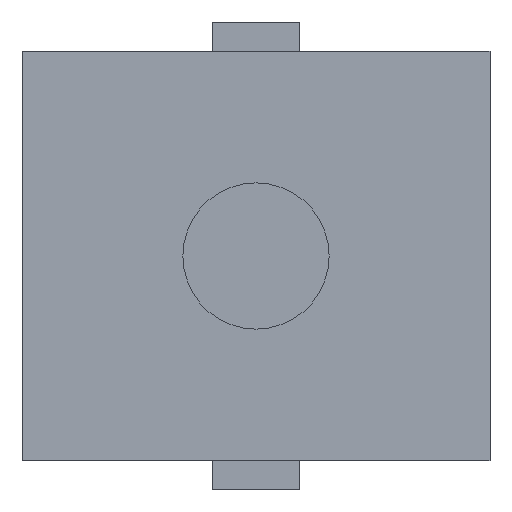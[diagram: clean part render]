
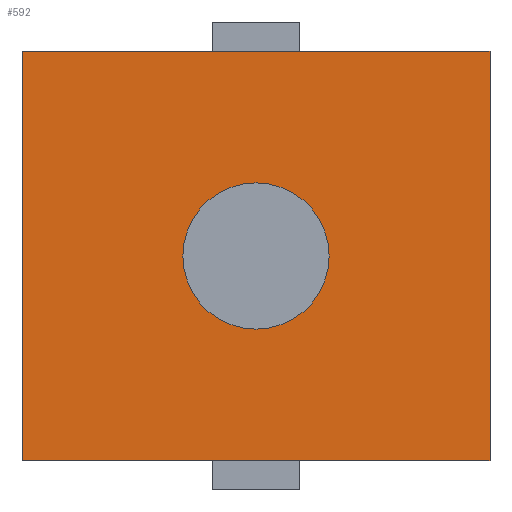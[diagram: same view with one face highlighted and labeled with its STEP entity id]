
A CAD part, front view. The second image highlights one B-rep face of the part: STEP entity #592.
In plain terms, the highlighted planar face has unit normal (0, -1, 0).
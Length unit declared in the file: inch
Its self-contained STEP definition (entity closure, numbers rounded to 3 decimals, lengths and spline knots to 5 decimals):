
#3 = CARTESIAN_POINT ( 'NONE',  ( 0., -0.215, -0.14 ) ) ;
#9 = CARTESIAN_POINT ( 'NONE',  ( 0.16, -0.215, 0. ) ) ;
#10 = CARTESIAN_POINT ( 'NONE',  ( 0.16, -0.215, 0. ) ) ;
#11 = DIRECTION ( 'NONE',  ( 0., -1., 0. ) ) ;
#12 = DIRECTION ( 'NONE',  ( 1., 0., 0. ) ) ;
#13 = DIRECTION ( 'NONE',  ( 1., 0., 0. ) ) ;
#15 = DIRECTION ( 'NONE',  ( 1., 0., 0. ) ) ;
#53 = CARTESIAN_POINT ( 'NONE',  ( -0.03, -0.215, -0.28 ) ) ;
#54 = CARTESIAN_POINT ( 'NONE',  ( 0.03, -0.215, 0. ) ) ;
#56 = CARTESIAN_POINT ( 'NONE',  ( -0.16, -0.215, 0. ) ) ;
#58 = CARTESIAN_POINT ( 'NONE',  ( 0.16, -0.215, -0.28 ) ) ;
#64 = CARTESIAN_POINT ( 'NONE',  ( -0.03, -0.215, 0. ) ) ;
#66 = CARTESIAN_POINT ( 'NONE',  ( 0.16, -0.215, 0. ) ) ;
#106 = DIRECTION ( 'NONE',  ( 1., 0., 0. ) ) ;
#107 = CARTESIAN_POINT ( 'NONE',  ( 0.16, -0.215, -0.28 ) ) ;
#108 = DIRECTION ( 'NONE',  ( 1., 0., 0. ) ) ;
#109 = CARTESIAN_POINT ( 'NONE',  ( 0.16, -0.215, -0.28 ) ) ;
#110 = DIRECTION ( 'NONE',  ( 1., 0., 0. ) ) ;
#111 = CARTESIAN_POINT ( 'NONE',  ( 0.16, -0.215, 0. ) ) ;
#113 = DIRECTION ( 'NONE',  ( 1., 0., 0. ) ) ;
#114 = CARTESIAN_POINT ( 'NONE',  ( -0.05, -0.215, -0.14 ) ) ;
#117 = CARTESIAN_POINT ( 'NONE',  ( -0.16, -0.215, -0.28 ) ) ;
#122 = CARTESIAN_POINT ( 'NONE',  ( 0.16, -0.215, -0.28 ) ) ;
#144 = CARTESIAN_POINT ( 'NONE',  ( 0.03, -0.215, -0.28 ) ) ;
#207 = CARTESIAN_POINT ( 'NONE',  ( 0.16, -0.215, -0.28 ) ) ;
#212 = CARTESIAN_POINT ( 'NONE',  ( 0.05, -0.215, -0.14 ) ) ;
#218 = PLANE ( 'NONE',  #294 ) ;
#222 = DIRECTION ( 'NONE',  ( 0., -1., 0. ) ) ;
#223 = DIRECTION ( 'NONE',  ( 1., 0., 0. ) ) ;
#224 = LINE ( 'NONE', #109, #225 ) ;
#225 = VECTOR ( 'NONE', #110, 39.37008 ) ;
#227 = LINE ( 'NONE', #111, #228 ) ;
#228 = VECTOR ( 'NONE', #113, 39.37008 ) ;
#249 = FACE_BOUND ( 'NONE', #605, .T. ) ;
#252 = FACE_OUTER_BOUND ( 'NONE', #610, .T. ) ;
#258 = EDGE_CURVE ( 'NONE', #529, #341, #612, .T. ) ;
#260 = EDGE_CURVE ( 'NONE', #347, #413, #611, .T. ) ;
#261 = EDGE_CURVE ( 'NONE', #409, #347, #613, .T. ) ;
#265 = EDGE_CURVE ( 'NONE', #340, #349, #622, .T. ) ;
#267 = EDGE_CURVE ( 'NONE', #351, #413, #628, .T. ) ;
#271 = AXIS2_PLACEMENT_3D ( 'NONE', #3, #11, #12 ) ;
#272 = AXIS2_PLACEMENT_3D ( 'NONE', #659, #667, #647 ) ;
#294 = AXIS2_PLACEMENT_3D ( 'NONE', #207, #222, #223 ) ;
#301 = EDGE_CURVE ( 'NONE', #341, #529, #467, .T. ) ;
#332 = EDGE_CURVE ( 'NONE', #342, #351, #578, .T. ) ;
#333 = EDGE_CURVE ( 'NONE', #346, #342, #579, .T. ) ;
#334 = EDGE_CURVE ( 'NONE', #340, #346, #224, .T. ) ;
#335 = EDGE_CURVE ( 'NONE', #349, #409, #227, .T. ) ;
#340 = VERTEX_POINT ( 'NONE', #117 ) ;
#341 = VERTEX_POINT ( 'NONE', #114 ) ;
#342 = VERTEX_POINT ( 'NONE', #144 ) ;
#346 = VERTEX_POINT ( 'NONE', #53 ) ;
#347 = VERTEX_POINT ( 'NONE', #54 ) ;
#349 = VERTEX_POINT ( 'NONE', #56 ) ;
#351 = VERTEX_POINT ( 'NONE', #58 ) ;
#409 = VERTEX_POINT ( 'NONE', #64 ) ;
#413 = VERTEX_POINT ( 'NONE', #66 ) ;
#467 = CIRCLE ( 'NONE', #272, 0.05 ) ;
#529 = VERTEX_POINT ( 'NONE', #212 ) ;
#532 = ORIENTED_EDGE ( 'NONE', *, *, #258, .F. ) ;
#533 = ORIENTED_EDGE ( 'NONE', *, *, #301, .F. ) ;
#534 = ORIENTED_EDGE ( 'NONE', *, *, #335, .F. ) ;
#535 = ORIENTED_EDGE ( 'NONE', *, *, #265, .F. ) ;
#536 = ORIENTED_EDGE ( 'NONE', *, *, #334, .T. ) ;
#537 = ORIENTED_EDGE ( 'NONE', *, *, #333, .T. ) ;
#538 = ORIENTED_EDGE ( 'NONE', *, *, #332, .T. ) ;
#539 = ORIENTED_EDGE ( 'NONE', *, *, #267, .T. ) ;
#540 = ORIENTED_EDGE ( 'NONE', *, *, #260, .F. ) ;
#541 = ORIENTED_EDGE ( 'NONE', *, *, #261, .F. ) ;
#578 = LINE ( 'NONE', #122, #580 ) ;
#579 = LINE ( 'NONE', #107, #644 ) ;
#580 = VECTOR ( 'NONE', #106, 39.37008 ) ;
#592 = ADVANCED_FACE ( 'NONE', ( #249, #252 ), #218, .T. ) ;
#605 = EDGE_LOOP ( 'NONE', ( #532, #533 ) ) ;
#610 = EDGE_LOOP ( 'NONE', ( #534, #535, #536, #537, #538, #539, #540, #541 ) ) ;
#611 = LINE ( 'NONE', #10, #617 ) ;
#612 = CIRCLE ( 'NONE', #271, 0.05 ) ;
#613 = LINE ( 'NONE', #9, #619 ) ;
#617 = VECTOR ( 'NONE', #13, 39.37008 ) ;
#619 = VECTOR ( 'NONE', #15, 39.37008 ) ;
#622 = LINE ( 'NONE', #676, #627 ) ;
#627 = VECTOR ( 'NONE', #668, 39.37008 ) ;
#628 = LINE ( 'NONE', #671, #631 ) ;
#631 = VECTOR ( 'NONE', #672, 39.37008 ) ;
#644 = VECTOR ( 'NONE', #108, 39.37008 ) ;
#647 = DIRECTION ( 'NONE',  ( 1., 0., 0. ) ) ;
#659 = CARTESIAN_POINT ( 'NONE',  ( 0., -0.215, -0.14 ) ) ;
#667 = DIRECTION ( 'NONE',  ( 0., -1., 0. ) ) ;
#668 = DIRECTION ( 'NONE',  ( 0., 0., 1. ) ) ;
#671 = CARTESIAN_POINT ( 'NONE',  ( 0.16, -0.215, -0.28 ) ) ;
#672 = DIRECTION ( 'NONE',  ( 0., 0., 1. ) ) ;
#676 = CARTESIAN_POINT ( 'NONE',  ( -0.16, -0.215, -0.28 ) ) ;
